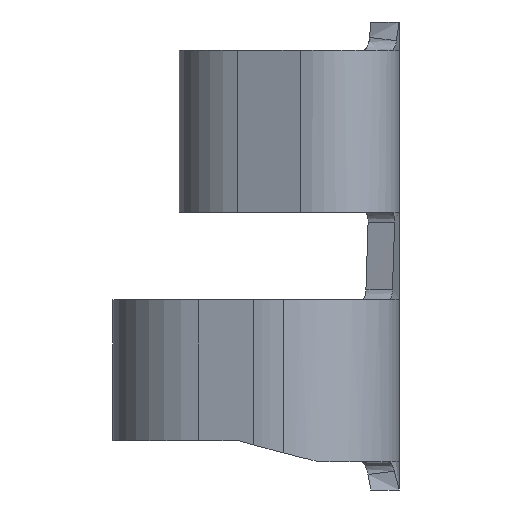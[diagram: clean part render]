
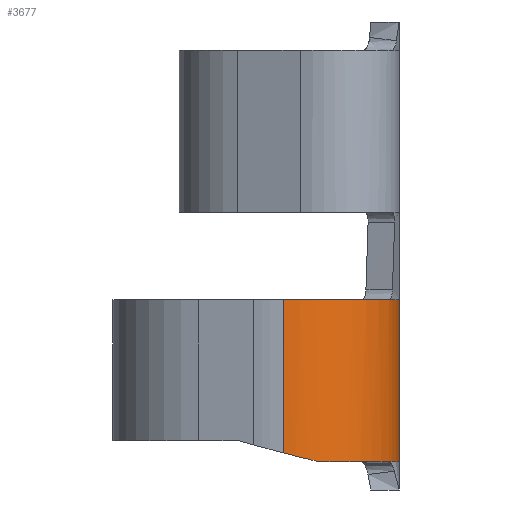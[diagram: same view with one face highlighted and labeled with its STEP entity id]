
A CAD part, left-side view. The second image highlights one B-rep face of the part: STEP entity #3677.
In plain terms, the highlighted cylindrical face has radius 2.083 mm (diameter 4.166 mm), a partial arc.
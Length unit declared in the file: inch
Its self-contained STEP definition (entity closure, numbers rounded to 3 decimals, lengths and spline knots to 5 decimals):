
#54 = CARTESIAN_POINT ( 'NONE',  ( -0.2852, 0.00743, -0.146 ) ) ;
#68 = EDGE_CURVE ( 'NONE', #4897, #4814, #2398, .T. ) ;
#220 = VERTEX_POINT ( 'NONE', #4747 ) ;
#242 = CARTESIAN_POINT ( 'NONE',  ( -0.333, 0.082, -0.1397 ) ) ;
#316 = EDGE_LOOP ( 'NONE', ( #1160, #2086, #2044, #2008, #1878, #1505, #1397, #1285, #1045 ) ) ;
#361 = B_SPLINE_CURVE_WITH_KNOTS ( 'NONE', 3,
 ( #6601, #2078, #4157, #6114, #1543, #3690, #5633, #1008 ),
 .UNSPECIFIED., .F., .F.,
 ( 4, 2, 2, 4 ),
 ( 0., 0.00042, 0.50021, 1. ),
 .UNSPECIFIED. ) ;
#390 = VERTEX_POINT ( 'NONE', #3772 ) ;
#482 = CARTESIAN_POINT ( 'NONE',  ( -0.2852, 0.00743, -0.146 ) ) ;
#527 = CARTESIAN_POINT ( 'NONE',  ( -0.27907, 0.00473, -0.031 ) ) ;
#606 = CARTESIAN_POINT ( 'NONE',  ( -0.27902, 0.00489, -0.146 ) ) ;
#883 = B_SPLINE_CURVE_WITH_KNOTS ( 'NONE', 3,
 ( #6528, #1998, #4088, #6043 ),
 .UNSPECIFIED., .F., .F.,
 ( 4, 4 ),
 ( 0., 1. ),
 .UNSPECIFIED. ) ;
#898 = VERTEX_POINT ( 'NONE', #242 ) ;
#1008 = CARTESIAN_POINT ( 'NONE',  ( -0.27902, 0.00489, -0.146 ) ) ;
#1032 = DIRECTION ( 'NONE',  ( 0., 0., -1. ) ) ;
#1045 = ORIENTED_EDGE ( 'NONE', *, *, #6575, .T. ) ;
#1066 = CARTESIAN_POINT ( 'NONE',  ( -0.251, 0., -0.031 ) ) ;
#1160 = ORIENTED_EDGE ( 'NONE', *, *, #68, .T. ) ;
#1285 = ORIENTED_EDGE ( 'NONE', *, *, #3721, .T. ) ;
#1300 = AXIS2_PLACEMENT_3D ( 'NONE', #5652, #1032, #3220 ) ;
#1350 = CARTESIAN_POINT ( 'NONE',  ( -0.2852, 0.00743, -0.146 ) ) ;
#1397 = ORIENTED_EDGE ( 'NONE', *, *, #4546, .F. ) ;
#1409 = CARTESIAN_POINT ( 'NONE',  ( -0.333, 0.082, -0.1397 ) ) ;
#1505 = ORIENTED_EDGE ( 'NONE', *, *, #6179, .F. ) ;
#1543 = CARTESIAN_POINT ( 'NONE',  ( -0.26051, 0.00042, -0.146 ) ) ;
#1564 = FACE_OUTER_BOUND ( 'NONE', #316, .T. ) ;
#1679 = DIRECTION ( 'NONE',  ( 0., 0., -1. ) ) ;
#1833 = EDGE_CURVE ( 'NONE', #4814, #898, #2031, .T. ) ;
#1878 = ORIENTED_EDGE ( 'NONE', *, *, #2493, .F. ) ;
#1879 = VERTEX_POINT ( 'NONE', #1350 ) ;
#1949 = CARTESIAN_POINT ( 'NONE',  ( -0.32896, 0.05657, -0.146 ) ) ;
#1957 = DIRECTION ( 'NONE',  ( 0., 0., -1. ) ) ;
#1993 = CARTESIAN_POINT ( 'NONE',  ( -0.333, 0.082, -0.031 ) ) ;
#1998 = CARTESIAN_POINT ( 'NONE',  ( -0.28117, 0.00572, -0.031 ) ) ;
#2008 = ORIENTED_EDGE ( 'NONE', *, *, #4835, .F. ) ;
#2031 = LINE ( 'NONE', #1993, #6217 ) ;
#2044 = ORIENTED_EDGE ( 'NONE', *, *, #5114, .F. ) ;
#2078 = CARTESIAN_POINT ( 'NONE',  ( -0.251, 0., -0.146 ) ) ;
#2086 = ORIENTED_EDGE ( 'NONE', *, *, #1833, .T. ) ;
#2141 = CARTESIAN_POINT ( 'NONE',  ( -0.31704, 0.03095, -0.146 ) ) ;
#2146 =( BOUNDED_CURVE ( )  B_SPLINE_CURVE ( 3, ( #1949, #4036, #5992, #1409 ),
 .UNSPECIFIED., .F., .F. ) 
 B_SPLINE_CURVE_WITH_KNOTS ( ( 4, 4 ),
 ( 0.99363, 1.309 ),
 .UNSPECIFIED. ) 
 CURVE ( )  GEOMETRIC_REPRESENTATION_ITEM ( )  RATIONAL_B_SPLINE_CURVE ( ( 1., 0.992, 0.992, 1. ) ) 
 REPRESENTATION_ITEM ( '' )  );
#2398 = B_SPLINE_CURVE_WITH_KNOTS ( 'NONE', 3,
 ( #5634, #5621, #5616, #5606, #5597, #5594 ),
 .UNSPECIFIED., .F., .F.,
 ( 4, 2, 4 ),
 ( 0.23601, 0.54659, 0.85716 ),
 .UNSPECIFIED. ) ;
#2493 = EDGE_CURVE ( 'NONE', #6496, #1879, #5627, .T. ) ;
#2678 = CARTESIAN_POINT ( 'NONE',  ( -0.29027, 0.00975, -0.146 ) ) ;
#2798 = CARTESIAN_POINT ( 'NONE',  ( -0.28109, 0.00569, -0.14597 ) ) ;
#3045 = B_SPLINE_CURVE_WITH_KNOTS ( 'NONE', 3,
 ( #482, #2678, #4684, #6660, #2141, #4210, #6168 ),
 .UNSPECIFIED., .F., .F.,
 ( 4, 2, 1, 4 ),
 ( 0.34386, 0.50789, 0.67193, 1. ),
 .UNSPECIFIED. ) ;
#3220 = DIRECTION ( 'NONE',  ( -1., 0., 0. ) ) ;
#3260 = CARTESIAN_POINT ( 'NONE',  ( -0.26052, 0., -0.031 ) ) ;
#3323 = CARTESIAN_POINT ( 'NONE',  ( -0.28547, 0.00733, -0.031 ) ) ;
#3471 = VECTOR ( 'NONE', #1679, 39.37008 ) ;
#3677 = ADVANCED_FACE ( 'NONE', ( #1564 ), #3706, .T. ) ;
#3690 = CARTESIAN_POINT ( 'NONE',  ( -0.26992, 0.00208, -0.146 ) ) ;
#3706 = CYLINDRICAL_SURFACE ( 'NONE', #1300, 0.082 ) ;
#3721 = EDGE_CURVE ( 'NONE', #220, #4284, #6169, .T. ) ;
#3772 = CARTESIAN_POINT ( 'NONE',  ( -0.251, 0., -0.146 ) ) ;
#3923 = CARTESIAN_POINT ( 'NONE',  ( -0.32896, 0.05657, -0.146 ) ) ;
#4036 = CARTESIAN_POINT ( 'NONE',  ( -0.33164, 0.0648, -0.14406 ) ) ;
#4088 = CARTESIAN_POINT ( 'NONE',  ( -0.28331, 0.0066, -0.031 ) ) ;
#4157 = CARTESIAN_POINT ( 'NONE',  ( -0.25101, 0., -0.146 ) ) ;
#4178 = CARTESIAN_POINT ( 'NONE',  ( -0.33315, 0.08201, -0.031 ) ) ;
#4210 = CARTESIAN_POINT ( 'NONE',  ( -0.32533, 0.04548, -0.146 ) ) ;
#4272 = LINE ( 'NONE', #6245, #3471 ) ;
#4284 = VERTEX_POINT ( 'NONE', #4863 ) ;
#4546 = EDGE_CURVE ( 'NONE', #220, #390, #4272, .T. ) ;
#4684 = CARTESIAN_POINT ( 'NONE',  ( -0.29518, 0.01268, -0.146 ) ) ;
#4747 = CARTESIAN_POINT ( 'NONE',  ( -0.251, 0., -0.031 ) ) ;
#4794 = CARTESIAN_POINT ( 'NONE',  ( -0.28318, 0.00646, -0.14594 ) ) ;
#4814 = VERTEX_POINT ( 'NONE', #4178 ) ;
#4835 = EDGE_CURVE ( 'NONE', #1879, #6404, #3045, .T. ) ;
#4863 = CARTESIAN_POINT ( 'NONE',  ( -0.27907, 0.00473, -0.031 ) ) ;
#4897 = VERTEX_POINT ( 'NONE', #3323 ) ;
#5114 = EDGE_CURVE ( 'NONE', #6404, #898, #2146, .T. ) ;
#5204 = CARTESIAN_POINT ( 'NONE',  ( -0.27005, 0.00168, -0.031 ) ) ;
#5594 = CARTESIAN_POINT ( 'NONE',  ( -0.33315, 0.08201, -0.031 ) ) ;
#5597 = CARTESIAN_POINT ( 'NONE',  ( -0.333, 0.06645, -0.031 ) ) ;
#5606 = CARTESIAN_POINT ( 'NONE',  ( -0.32846, 0.05092, -0.031 ) ) ;
#5616 = CARTESIAN_POINT ( 'NONE',  ( -0.31169, 0.02471, -0.031 ) ) ;
#5621 = CARTESIAN_POINT ( 'NONE',  ( -0.29949, 0.01407, -0.031 ) ) ;
#5627 = B_SPLINE_CURVE_WITH_KNOTS ( 'NONE', 3,
 ( #606, #2798, #4794, #54 ),
 .UNSPECIFIED., .F., .F.,
 ( 4, 4 ),
 ( 0., 1. ),
 .UNSPECIFIED. ) ;
#5633 = CARTESIAN_POINT ( 'NONE',  ( -0.27455, 0.00331, -0.146 ) ) ;
#5634 = CARTESIAN_POINT ( 'NONE',  ( -0.28547, 0.00733, -0.031 ) ) ;
#5652 = CARTESIAN_POINT ( 'NONE',  ( -0.251, 0.082, -0.031 ) ) ;
#5992 = CARTESIAN_POINT ( 'NONE',  ( -0.333, 0.07334, -0.14194 ) ) ;
#6043 = CARTESIAN_POINT ( 'NONE',  ( -0.28547, 0.00733, -0.031 ) ) ;
#6114 = CARTESIAN_POINT ( 'NONE',  ( -0.25573, 0., -0.146 ) ) ;
#6168 = CARTESIAN_POINT ( 'NONE',  ( -0.32896, 0.05657, -0.146 ) ) ;
#6169 = B_SPLINE_CURVE_WITH_KNOTS ( 'NONE', 3,
 ( #1066, #3260, #5204, #527 ),
 .UNSPECIFIED., .F., .F.,
 ( 4, 4 ),
 ( 0., 0.19014 ),
 .UNSPECIFIED. ) ;
#6179 = EDGE_CURVE ( 'NONE', #390, #6496, #361, .T. ) ;
#6217 = VECTOR ( 'NONE', #1957, 39.37008 ) ;
#6245 = CARTESIAN_POINT ( 'NONE',  ( -0.251, 0., -0.031 ) ) ;
#6404 = VERTEX_POINT ( 'NONE', #3923 ) ;
#6466 = CARTESIAN_POINT ( 'NONE',  ( -0.27902, 0.00489, -0.146 ) ) ;
#6496 = VERTEX_POINT ( 'NONE', #6466 ) ;
#6528 = CARTESIAN_POINT ( 'NONE',  ( -0.27907, 0.00473, -0.031 ) ) ;
#6575 = EDGE_CURVE ( 'NONE', #4284, #4897, #883, .T. ) ;
#6601 = CARTESIAN_POINT ( 'NONE',  ( -0.251, 0., -0.146 ) ) ;
#6660 = CARTESIAN_POINT ( 'NONE',  ( -0.30449, 0.01957, -0.146 ) ) ;
